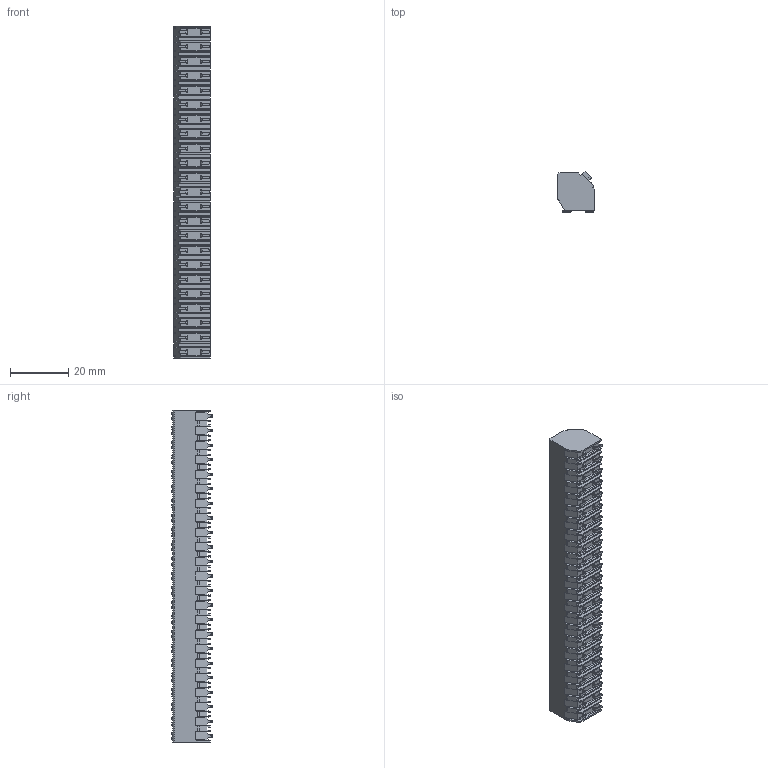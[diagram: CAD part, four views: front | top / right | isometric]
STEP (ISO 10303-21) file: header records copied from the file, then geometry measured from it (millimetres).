
FILE_DESCRIPTION((''),'2;1');
FILE_NAME('TLM-004AS-5_00-XXP-X','2024-09-12T',('sj'),(''),'PRO/ENGINEER BY PARAMETRIC TECHNOLOGY CORPORATION, 2015240','PRO/ENGINEER BY PARAMETRIC TECHNOLOGY CORPORATION, 2015240','');
FILE_SCHEMA(('CONFIG_CONTROL_DESIGN','SHAPE_APPEARANCE_LAYERS_GROUPS'));
Products named in the file (1): TLM-004AS-5_00-XXP-X
Bounding box: 12.7 x 13.82 x 114.2 mm (x, y, z)
Volume: 14946.3 mm3; surface area: 9396.8 mm2
Topology: 1 solids, 1 shells, 2096 faces, 5985 edges, 3960 vertices
Faces by surface type: plane 1703, cylinder 393
Entity records: 67792 total; most frequent: CARTESIAN_POINT 12820, ORIENTED_EDGE 11970, DIRECTION 10687, EDGE_CURVE 5985, VECTOR 4923, LINE 4923, VERTEX_POINT 3960, AXIS2_PLACEMENT_3D 2882
